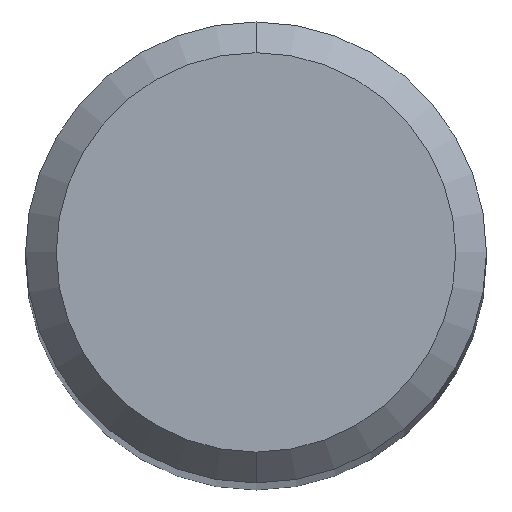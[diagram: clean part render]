
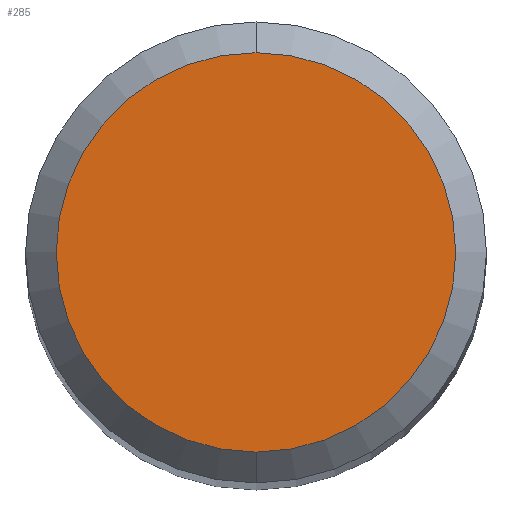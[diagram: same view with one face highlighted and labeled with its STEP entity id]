
A CAD part, top view. The second image highlights one B-rep face of the part: STEP entity #285.
In plain terms, the highlighted planar face has unit normal (0, 0, 1).
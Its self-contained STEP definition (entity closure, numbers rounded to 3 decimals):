
#249=EDGE_CURVE('',#279,#283,#568,.T.);
#279=VERTEX_POINT('',#600);
#283=VERTEX_POINT('',#604);
#285=ADVANCED_FACE('',(#606),#607,.T.);
#311=EDGE_CURVE('',#283,#279,#635,.T.);
#568=CIRCLE('',#924,2.6);
#600=CARTESIAN_POINT('',(0.,-2.6,0.0));
#604=CARTESIAN_POINT('',(0.0,2.6,0.0));
#606=FACE_OUTER_BOUND('',#976,.T.);
#607=PLANE('',#977);
#635=CIRCLE('',#1025,2.6);
#924=AXIS2_PLACEMENT_3D('',#1550,#1551,#1552);
#976=EDGE_LOOP('',(#1585,#1586));
#977=AXIS2_PLACEMENT_3D('',#1587,#1588,#1589);
#1025=AXIS2_PLACEMENT_3D('',#1638,#1639,#1640);
#1550=CARTESIAN_POINT('',(0.0,0.0,0.0));
#1551=DIRECTION('',(0.0,0.0,-1.0));
#1552=DIRECTION('',(0.0,1.0,0.0));
#1585=ORIENTED_EDGE('',*,*,#311,.F.);
#1586=ORIENTED_EDGE('',*,*,#249,.F.);
#1587=CARTESIAN_POINT('',(0.0,1.3,0.0));
#1588=DIRECTION('',(-0.0,0.0,1.0));
#1589=DIRECTION('',(0.0,-1.0,0.0));
#1638=CARTESIAN_POINT('',(0.0,0.0,0.0));
#1639=DIRECTION('',(0.0,0.0,-1.0));
#1640=DIRECTION('',(0.0,1.0,0.0));
